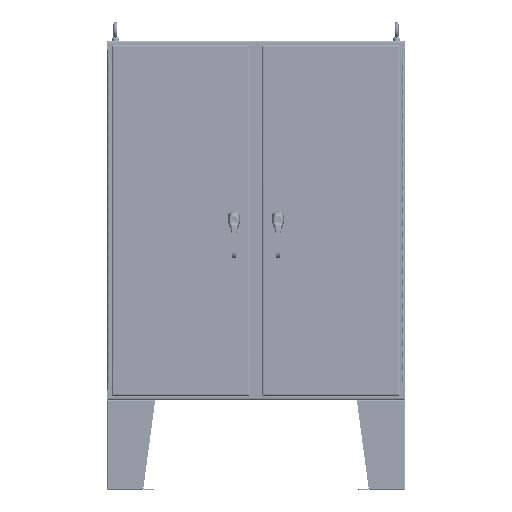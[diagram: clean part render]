
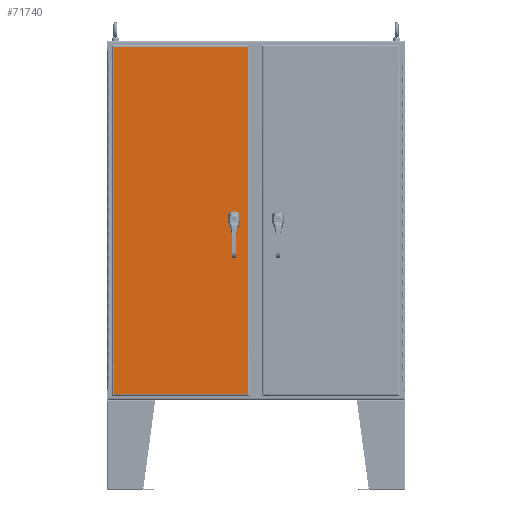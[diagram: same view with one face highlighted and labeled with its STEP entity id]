
A CAD part, top view. The second image highlights one B-rep face of the part: STEP entity #71740.
In plain terms, the highlighted planar face has unit normal (0, 0, 1).
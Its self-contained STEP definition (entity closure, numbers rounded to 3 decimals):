
#3094=FACE_BOUND('',#11022,.T.);
#3095=FACE_BOUND('',#11023,.T.);
#3096=FACE_BOUND('',#11024,.T.);
#3097=FACE_BOUND('',#11025,.T.);
#4340=PLANE('',#76622);
#6430=FACE_OUTER_BOUND('',#11021,.T.);
#11021=EDGE_LOOP('',(#49898,#49899,#49900,#49901));
#11022=EDGE_LOOP('',(#49902,#49903,#49904,#49905,#49906,#49907,#49908,#49909));
#11023=EDGE_LOOP('',(#49910));
#11024=EDGE_LOOP('',(#49911));
#11025=EDGE_LOOP('',(#49912));
#16044=CIRCLE('',#76568,0.453);
#16046=CIRCLE('',#76572,0.453);
#16048=CIRCLE('',#76576,0.453);
#16050=CIRCLE('',#76580,0.453);
#16052=CIRCLE('',#76583,0.14);
#16054=CIRCLE('',#76586,0.14);
#16056=CIRCLE('',#76589,0.14);
#20260=LINE('',#108489,#25794);
#20264=LINE('',#108501,#25798);
#20268=LINE('',#108513,#25802);
#20272=LINE('',#108525,#25806);
#20292=LINE('',#108596,#25826);
#20308=LINE('',#108718,#25842);
#20322=LINE('',#108835,#25856);
#20333=LINE('',#108946,#25867);
#25794=VECTOR('',#86194,0.427);
#25798=VECTOR('',#86206,0.427);
#25802=VECTOR('',#86218,0.427);
#25806=VECTOR('',#86230,0.427);
#25826=VECTOR('',#86286,58.042);
#25842=VECTOR('',#86316,22.417);
#25856=VECTOR('',#86344,58.042);
#25867=VECTOR('',#86367,22.417);
#31311=VERTEX_POINT('',#108486);
#31312=VERTEX_POINT('',#108488);
#31314=VERTEX_POINT('',#108494);
#31316=VERTEX_POINT('',#108500);
#31318=VERTEX_POINT('',#108506);
#31320=VERTEX_POINT('',#108512);
#31322=VERTEX_POINT('',#108518);
#31324=VERTEX_POINT('',#108524);
#31326=VERTEX_POINT('',#108533);
#31328=VERTEX_POINT('',#108538);
#31330=VERTEX_POINT('',#108543);
#31346=VERTEX_POINT('',#108584);
#31347=VERTEX_POINT('',#108595);
#31358=VERTEX_POINT('',#108707);
#31366=VERTEX_POINT('',#108824);
#38272=EDGE_CURVE('',#31312,#31311,#20260,.T.);
#38275=EDGE_CURVE('',#31314,#31312,#16044,.T.);
#38278=EDGE_CURVE('',#31316,#31314,#20264,.T.);
#38281=EDGE_CURVE('',#31318,#31316,#16046,.T.);
#38284=EDGE_CURVE('',#31320,#31318,#20268,.T.);
#38287=EDGE_CURVE('',#31322,#31320,#16048,.T.);
#38290=EDGE_CURVE('',#31324,#31322,#20272,.T.);
#38293=EDGE_CURVE('',#31311,#31324,#16050,.T.);
#38295=EDGE_CURVE('',#31326,#31326,#16052,.T.);
#38297=EDGE_CURVE('',#31328,#31328,#16054,.T.);
#38299=EDGE_CURVE('',#31330,#31330,#16056,.T.);
#38319=EDGE_CURVE('',#31347,#31346,#20292,.T.);
#38339=EDGE_CURVE('',#31346,#31358,#20308,.T.);
#38357=EDGE_CURVE('',#31358,#31366,#20322,.T.);
#38372=EDGE_CURVE('',#31366,#31347,#20333,.T.);
#49898=ORIENTED_EDGE('',*,*,#38319,.T.);
#49899=ORIENTED_EDGE('',*,*,#38339,.T.);
#49900=ORIENTED_EDGE('',*,*,#38357,.T.);
#49901=ORIENTED_EDGE('',*,*,#38372,.T.);
#49902=ORIENTED_EDGE('',*,*,#38272,.T.);
#49903=ORIENTED_EDGE('',*,*,#38293,.T.);
#49904=ORIENTED_EDGE('',*,*,#38290,.T.);
#49905=ORIENTED_EDGE('',*,*,#38287,.T.);
#49906=ORIENTED_EDGE('',*,*,#38284,.T.);
#49907=ORIENTED_EDGE('',*,*,#38281,.T.);
#49908=ORIENTED_EDGE('',*,*,#38278,.T.);
#49909=ORIENTED_EDGE('',*,*,#38275,.T.);
#49910=ORIENTED_EDGE('',*,*,#38295,.T.);
#49911=ORIENTED_EDGE('',*,*,#38297,.T.);
#49912=ORIENTED_EDGE('',*,*,#38299,.T.);
#71740=ADVANCED_FACE('',(#6430,#3094,#3095,#3096,#3097),#4340,.T.);
#76568=AXIS2_PLACEMENT_3D('',#108495,#86200,#86201);
#76572=AXIS2_PLACEMENT_3D('',#108507,#86212,#86213);
#76576=AXIS2_PLACEMENT_3D('',#108519,#86224,#86225);
#76580=AXIS2_PLACEMENT_3D('',#108529,#86236,#86237);
#76583=AXIS2_PLACEMENT_3D('',#108534,#86242,#86243);
#76586=AXIS2_PLACEMENT_3D('',#108539,#86248,#86249);
#76589=AXIS2_PLACEMENT_3D('',#108544,#86254,#86255);
#76622=AXIS2_PLACEMENT_3D('',#109049,#86392,#86393);
#86194=DIRECTION('',(0.,1.,0.));
#86200=DIRECTION('center_axis',(0.,0.,-1.));
#86201=DIRECTION('ref_axis',(-0.882,-0.471,0.));
#86206=DIRECTION('',(-1.,0.,0.));
#86212=DIRECTION('center_axis',(0.,0.,-1.));
#86213=DIRECTION('ref_axis',(0.471,-0.882,0.));
#86218=DIRECTION('',(0.,-1.,0.));
#86224=DIRECTION('center_axis',(0.,0.,-1.));
#86225=DIRECTION('ref_axis',(0.882,0.471,0.));
#86230=DIRECTION('',(1.,0.,0.));
#86236=DIRECTION('center_axis',(0.,0.,-1.));
#86237=DIRECTION('ref_axis',(-0.471,0.882,0.));
#86242=DIRECTION('center_axis',(0.,0.,-1.));
#86243=DIRECTION('ref_axis',(-1.,0.,0.));
#86248=DIRECTION('center_axis',(0.,0.,-1.));
#86249=DIRECTION('ref_axis',(-1.,0.,0.));
#86254=DIRECTION('center_axis',(0.,0.,-1.));
#86255=DIRECTION('ref_axis',(-1.,0.,0.));
#86286=DIRECTION('',(0.,1.,0.));
#86316=DIRECTION('',(-1.,0.,0.));
#86344=DIRECTION('',(0.,-1.,0.));
#86367=DIRECTION('',(1.,0.,0.));
#86392=DIRECTION('center_axis',(0.,0.,1.));
#86393=DIRECTION('ref_axis',(1.,0.,0.));
#108486=CARTESIAN_POINT('',(8.476,0.214,0.104));
#108488=CARTESIAN_POINT('',(8.476,-0.214,0.104));
#108489=CARTESIAN_POINT('',(8.476,0.107,0.104));
#108494=CARTESIAN_POINT('',(8.661,-0.399,0.104));
#108495=CARTESIAN_POINT('Origin',(8.875,0.,
0.104));
#108500=CARTESIAN_POINT('',(9.089,-0.399,0.104));
#108501=CARTESIAN_POINT('',(4.331,-0.399,0.104));
#108506=CARTESIAN_POINT('',(9.275,-0.214,0.104));
#108507=CARTESIAN_POINT('Origin',(8.875,0.,0.104));
#108512=CARTESIAN_POINT('',(9.275,0.214,0.104));
#108513=CARTESIAN_POINT('',(9.275,-0.107,0.104));
#108518=CARTESIAN_POINT('',(9.089,0.4,0.104));
#108519=CARTESIAN_POINT('Origin',(8.875,0.,0.104));
#108524=CARTESIAN_POINT('',(8.661,0.4,0.104));
#108525=CARTESIAN_POINT('',(4.544,0.4,0.104));
#108529=CARTESIAN_POINT('Origin',(8.875,0.,
0.104));
#108533=CARTESIAN_POINT('',(9.015,0.885,0.104));
#108534=CARTESIAN_POINT('Origin',(8.875,0.885,0.104));
#108538=CARTESIAN_POINT('',(9.015,-0.886,0.104));
#108539=CARTESIAN_POINT('Origin',(8.875,-0.886,0.104));
#108543=CARTESIAN_POINT('',(9.015,-1.378,0.104));
#108544=CARTESIAN_POINT('Origin',(8.875,-1.378,0.104));
#108584=CARTESIAN_POINT('',(11.209,29.021,0.104));
#108595=CARTESIAN_POINT('',(11.209,-29.021,0.104));
#108596=CARTESIAN_POINT('',(11.209,-14.511,0.104));
#108707=CARTESIAN_POINT('',(-11.209,29.021,0.104));
#108718=CARTESIAN_POINT('',(5.604,29.021,0.104));
#108824=CARTESIAN_POINT('',(-11.209,-29.021,0.104));
#108835=CARTESIAN_POINT('',(-11.209,14.511,0.104));
#108946=CARTESIAN_POINT('',(-5.604,-29.021,0.104));
#109049=CARTESIAN_POINT('Origin',(0.,0.,
0.104));
